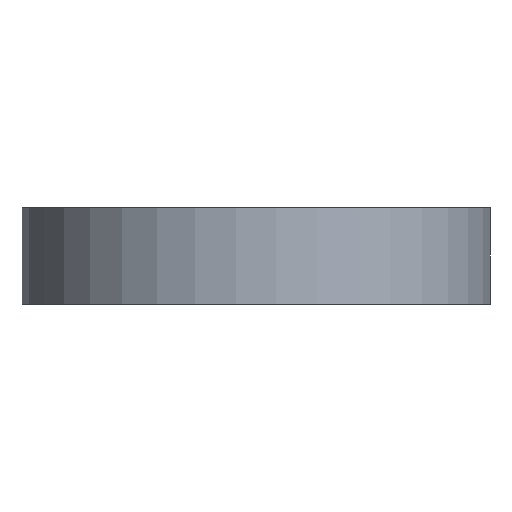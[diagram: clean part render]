
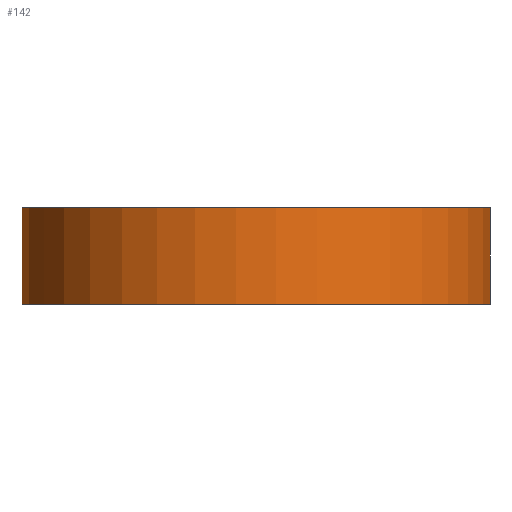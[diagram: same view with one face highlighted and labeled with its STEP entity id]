
A CAD part, left-side view. The second image highlights one B-rep face of the part: STEP entity #142.
In plain terms, the highlighted cylindrical face has radius 17 mm (diameter 34 mm), a partial arc.
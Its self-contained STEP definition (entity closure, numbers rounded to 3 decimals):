
#26=FACE_OUTER_BOUND('',#34,.T.);
#34=EDGE_LOOP('',(#115,#116,#117,#118));
#43=LINE('',#245,#49);
#46=LINE('',#260,#52);
#49=VECTOR('',#199,10.);
#52=VECTOR('',#216,10.);
#63=CIRCLE('',#175,17.);
#64=CIRCLE('',#176,17.);
#70=VERTEX_POINT('',#242);
#71=VERTEX_POINT('',#244);
#75=VERTEX_POINT('',#256);
#76=VERTEX_POINT('',#258);
#84=EDGE_CURVE('',#70,#71,#43,.T.);
#92=EDGE_CURVE('',#75,#76,#46,.T.);
#93=EDGE_CURVE('',#70,#75,#63,.T.);
#94=EDGE_CURVE('',#71,#76,#64,.T.);
#115=ORIENTED_EDGE('',*,*,#93,.T.);
#116=ORIENTED_EDGE('',*,*,#92,.T.);
#117=ORIENTED_EDGE('',*,*,#94,.F.);
#118=ORIENTED_EDGE('',*,*,#84,.F.);
#136=CYLINDRICAL_SURFACE('',#174,17.);
#142=ADVANCED_FACE('',(#26),#136,.T.);
#174=AXIS2_PLACEMENT_3D('',#261,#217,#218);
#175=AXIS2_PLACEMENT_3D('',#262,#219,#220);
#176=AXIS2_PLACEMENT_3D('',#263,#221,#222);
#199=DIRECTION('',(0.,0.,1.));
#216=DIRECTION('',(0.,0.,1.));
#217=DIRECTION('center_axis',(0.,0.,1.));
#218=DIRECTION('ref_axis',(-1.,0.,0.));
#219=DIRECTION('center_axis',(0.,0.,1.));
#220=DIRECTION('ref_axis',(0.253,0.968,0.));
#221=DIRECTION('center_axis',(0.,0.,1.));
#222=DIRECTION('ref_axis',(0.253,0.968,0.));
#242=CARTESIAN_POINT('',(-73.203,16.448,0.));
#244=CARTESIAN_POINT('',(-73.203,16.448,7.));
#245=CARTESIAN_POINT('',(-73.203,16.448,0.));
#256=CARTESIAN_POINT('',(-73.203,-16.448,0.));
#258=CARTESIAN_POINT('',(-73.203,-16.448,7.));
#260=CARTESIAN_POINT('',(-73.203,-16.448,0.));
#261=CARTESIAN_POINT('Origin',(-77.5,0.,0.));
#262=CARTESIAN_POINT('Origin',(-77.5,0.,0.));
#263=CARTESIAN_POINT('Origin',(-77.5,0.,7.));
